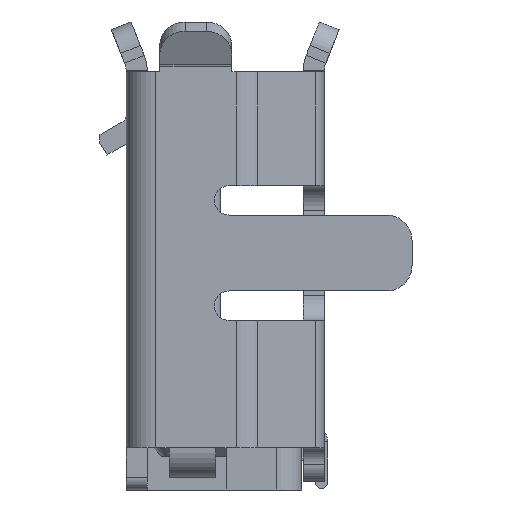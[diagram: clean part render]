
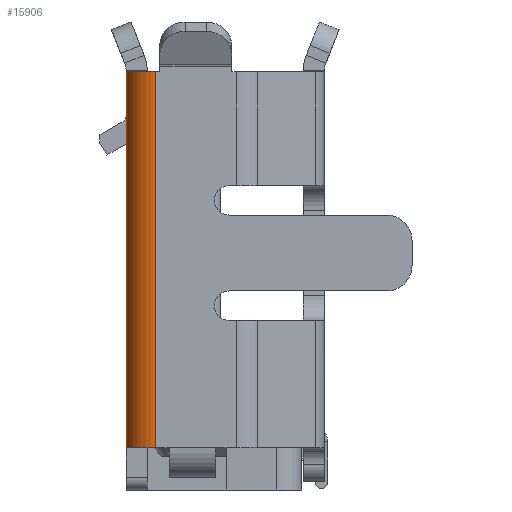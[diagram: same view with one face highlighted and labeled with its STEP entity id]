
A CAD part, left-side view. The second image highlights one B-rep face of the part: STEP entity #15906.
In plain terms, the highlighted cylindrical face has radius 0.35 mm (diameter 0.7 mm), a partial arc.
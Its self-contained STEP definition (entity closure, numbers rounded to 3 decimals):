
#146 = LINE ( 'NONE', #10945, #11759 ) ;
#360 = VERTEX_POINT ( 'NONE', #8901 ) ;
#514 = EDGE_CURVE ( 'NONE', #5430, #10124, #13682, .T. ) ;
#752 = DIRECTION ( 'NONE',  ( 1., 0., 0. ) ) ;
#773 = CARTESIAN_POINT ( 'NONE',  ( -3.7, 2.04, -2.275 ) ) ;
#1386 = DIRECTION ( 'NONE',  ( 1., 0., 0. ) ) ;
#1420 = DIRECTION ( 'NONE',  ( -1., 0., 0. ) ) ;
#4186 = AXIS2_PLACEMENT_3D ( 'NONE', #8697, #10053, #752 ) ;
#4652 = ORIENTED_EDGE ( 'NONE', *, *, #15132, .T. ) ;
#4800 = CARTESIAN_POINT ( 'NONE',  ( -3.35, 2.39, -2.275 ) ) ;
#5430 = VERTEX_POINT ( 'NONE', #4800 ) ;
#6827 = CARTESIAN_POINT ( 'NONE',  ( -3.35, 2.04, 2.185 ) ) ;
#7011 = CARTESIAN_POINT ( 'NONE',  ( -3.7, 2.04, 2.185 ) ) ;
#7169 = EDGE_CURVE ( 'NONE', #360, #10270, #12275, .T. ) ;
#7235 = DIRECTION ( 'NONE',  ( 0., 0., -1. ) ) ;
#8178 = DIRECTION ( 'NONE',  ( 0., 0., -1. ) ) ;
#8477 = CYLINDRICAL_SURFACE ( 'NONE', #16932, 0.35 ) ;
#8697 = CARTESIAN_POINT ( 'NONE',  ( -3.35, 2.04, -2.275 ) ) ;
#8901 = CARTESIAN_POINT ( 'NONE',  ( -3.7, 2.04, 2.185 ) ) ;
#8907 = FACE_OUTER_BOUND ( 'NONE', #10335, .T. ) ;
#9270 = AXIS2_PLACEMENT_3D ( 'NONE', #6827, #9427, #1420 ) ;
#9317 = CARTESIAN_POINT ( 'NONE',  ( -3.35, 2.39, 2.185 ) ) ;
#9427 = DIRECTION ( 'NONE',  ( 0., 0., -1. ) ) ;
#10053 = DIRECTION ( 'NONE',  ( 0., 0., 1. ) ) ;
#10124 = VERTEX_POINT ( 'NONE', #773 ) ;
#10270 = VERTEX_POINT ( 'NONE', #9317 ) ;
#10335 = EDGE_LOOP ( 'NONE', ( #13749, #17088, #15885, #4652 ) ) ;
#10945 = CARTESIAN_POINT ( 'NONE',  ( -3.35, 2.39, 2.185 ) ) ;
#11044 = CARTESIAN_POINT ( 'NONE',  ( -3.35, 2.04, 2.185 ) ) ;
#11759 = VECTOR ( 'NONE', #8178, 1000. ) ;
#12275 = CIRCLE ( 'NONE', #9270, 0.35 ) ;
#13164 = LINE ( 'NONE', #7011, #16992 ) ;
#13544 = EDGE_CURVE ( 'NONE', #360, #10124, #13164, .T. ) ;
#13682 = CIRCLE ( 'NONE', #4186, 0.35 ) ;
#13749 = ORIENTED_EDGE ( 'NONE', *, *, #514, .T. ) ;
#15132 = EDGE_CURVE ( 'NONE', #10270, #5430, #146, .T. ) ;
#15885 = ORIENTED_EDGE ( 'NONE', *, *, #7169, .T. ) ;
#15906 = ADVANCED_FACE ( 'NONE', ( #8907 ), #8477, .T. ) ;
#16324 = DIRECTION ( 'NONE',  ( 0., 0., -1. ) ) ;
#16932 = AXIS2_PLACEMENT_3D ( 'NONE', #11044, #16324, #1386 ) ;
#16992 = VECTOR ( 'NONE', #7235, 1000. ) ;
#17088 = ORIENTED_EDGE ( 'NONE', *, *, #13544, .F. ) ;
